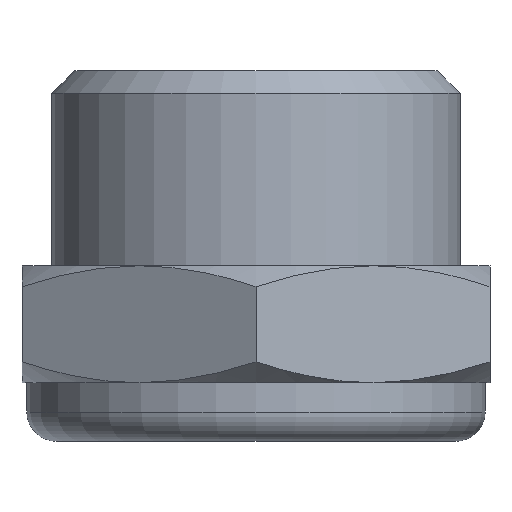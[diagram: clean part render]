
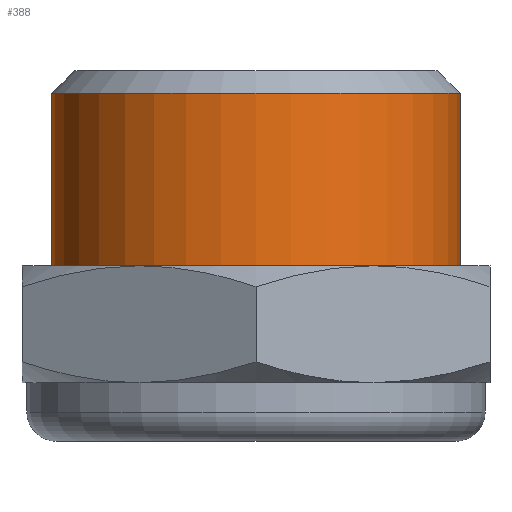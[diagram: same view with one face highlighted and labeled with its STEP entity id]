
A CAD part, front view. The second image highlights one B-rep face of the part: STEP entity #388.
In plain terms, the highlighted cylindrical face has radius 10.477 mm (diameter 20.955 mm), a full revolution.
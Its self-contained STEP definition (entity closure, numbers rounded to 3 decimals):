
#34=CYLINDRICAL_SURFACE('',#441,10.478);
#58=CIRCLE('',#440,10.478);
#59=CIRCLE('',#442,10.478);
#96=ORIENTED_EDGE('',*,*,#197,.F.);
#97=ORIENTED_EDGE('',*,*,#196,.T.);
#196=EDGE_CURVE('',#242,#242,#58,.T.);
#197=EDGE_CURVE('',#243,#243,#59,.T.);
#242=VERTEX_POINT('',#669);
#243=VERTEX_POINT('',#672);
#298=EDGE_LOOP('',(#96));
#299=EDGE_LOOP('',(#97));
#338=FACE_BOUND('',#298,.T.);
#339=FACE_BOUND('',#299,.T.);
#388=ADVANCED_FACE('',(#338,#339),#34,.T.);
#440=AXIS2_PLACEMENT_3D('',#668,#513,#514);
#441=AXIS2_PLACEMENT_3D('',#670,#515,#516);
#442=AXIS2_PLACEMENT_3D('',#671,#517,#518);
#513=DIRECTION('',(0.,0.,-1.));
#514=DIRECTION('',(-1.,0.,0.));
#515=DIRECTION('',(0.,0.,-1.));
#516=DIRECTION('',(-1.,0.,0.));
#517=DIRECTION('',(0.,0.,-1.));
#518=DIRECTION('',(-1.,0.,0.));
#668=CARTESIAN_POINT('',(0.,0.,-1.162));
#669=CARTESIAN_POINT('',(-10.478,0.,-1.162));
#670=CARTESIAN_POINT('',(0.,0.,-19.));
#671=CARTESIAN_POINT('',(0.,0.,-10.));
#672=CARTESIAN_POINT('',(-10.478,0.,-10.));
